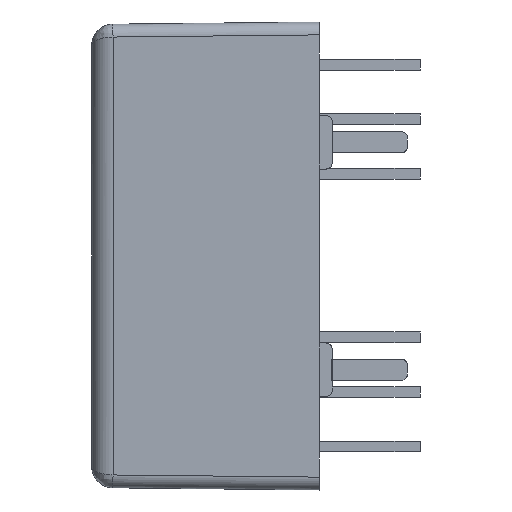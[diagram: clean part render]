
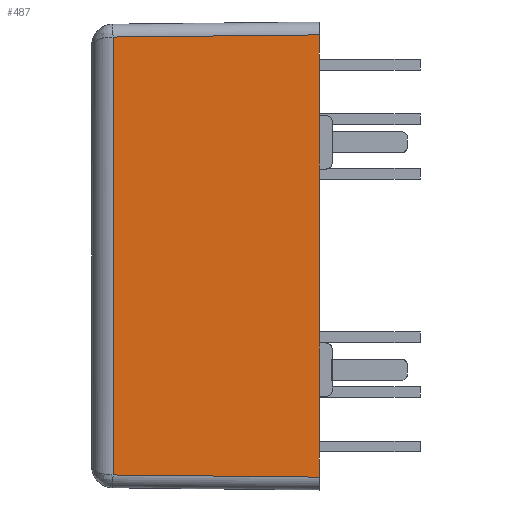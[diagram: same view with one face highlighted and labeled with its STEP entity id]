
A CAD part, left-side view. The second image highlights one B-rep face of the part: STEP entity #487.
In plain terms, the highlighted face is planar.
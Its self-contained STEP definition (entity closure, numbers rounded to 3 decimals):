
#132 = LINE ( 'NONE', #3618, #2281 ) ;
#221 = DIRECTION ( 'NONE',  ( -1., 0., 0. ) ) ;
#273 = DIRECTION ( 'NONE',  ( 0., 0.01, 1. ) ) ;
#292 = LINE ( 'NONE', #4096, #3284 ) ;
#388 = FACE_OUTER_BOUND ( 'NONE', #1422, .T. ) ;
#447 = CARTESIAN_POINT ( 'NONE',  ( -10.298, 0.822, 4.798 ) ) ;
#487 = ADVANCED_FACE ( 'NONE', ( #388 ), #1991, .T. ) ;
#673 = CARTESIAN_POINT ( 'NONE',  ( 10.9, 0.6, 4.8 ) ) ;
#694 = CARTESIAN_POINT ( 'NONE',  ( -10.199, 10.21, 4.699 ) ) ;
#761 = VERTEX_POINT ( 'NONE', #3878 ) ;
#782 = CARTESIAN_POINT ( 'NONE',  ( -6.55, 0.6, 4.8 ) ) ;
#864 = VERTEX_POINT ( 'NONE', #694 ) ;
#882 = AXIS2_PLACEMENT_3D ( 'NONE', #2725, #273, #3370 ) ;
#1019 = CARTESIAN_POINT ( 'NONE',  ( -10.789, 10.21, 4.699 ) ) ;
#1070 = CARTESIAN_POINT ( 'NONE',  ( -10.3, 0.6, 4.8 ) ) ;
#1127 = ORIENTED_EDGE ( 'NONE', *, *, #1545, .T. ) ;
#1400 = EDGE_CURVE ( 'NONE', #1591, #2240, #292, .T. ) ;
#1422 = EDGE_LOOP ( 'NONE', ( #2288, #2803, #2153, #1460, #1127, #2367, #2093, #1580 ) ) ;
#1460 = ORIENTED_EDGE ( 'NONE', *, *, #3003, .F. ) ;
#1468 = VECTOR ( 'NONE', #3883, 1000. ) ;
#1471 = CARTESIAN_POINT ( 'NONE',  ( 6.55, 0.6, 4.8 ) ) ;
#1538 = EDGE_CURVE ( 'NONE', #864, #1578, #2694, .T. ) ;
#1545 = EDGE_CURVE ( 'NONE', #3194, #2240, #132, .T. ) ;
#1578 = VERTEX_POINT ( 'NONE', #1070 ) ;
#1580 = ORIENTED_EDGE ( 'NONE', *, *, #3628, .T. ) ;
#1586 = VECTOR ( 'NONE', #3363, 1000. ) ;
#1591 = VERTEX_POINT ( 'NONE', #1471 ) ;
#1757 = LINE ( 'NONE', #2693, #1586 ) ;
#1778 = DIRECTION ( 'NONE',  ( -0.01, -1., 0.01 ) ) ;
#1805 = VECTOR ( 'NONE', #3877, 1000. ) ;
#1916 = CARTESIAN_POINT ( 'NONE',  ( 10.3, 0.6, 4.8 ) ) ;
#1991 = PLANE ( 'NONE',  #882 ) ;
#2093 = ORIENTED_EDGE ( 'NONE', *, *, #3083, .T. ) ;
#2098 = LINE ( 'NONE', #3373, #3150 ) ;
#2153 = ORIENTED_EDGE ( 'NONE', *, *, #2522, .T. ) ;
#2240 = VERTEX_POINT ( 'NONE', #3228 ) ;
#2281 = VECTOR ( 'NONE', #3346, 1000. ) ;
#2285 = LINE ( 'NONE', #3310, #1468 ) ;
#2288 = ORIENTED_EDGE ( 'NONE', *, *, #2961, .T. ) ;
#2304 = DIRECTION ( 'NONE',  ( -1., 0., 0. ) ) ;
#2367 = ORIENTED_EDGE ( 'NONE', *, *, #1400, .F. ) ;
#2522 = EDGE_CURVE ( 'NONE', #1578, #3980, #2570, .T. ) ;
#2570 = LINE ( 'NONE', #673, #1805 ) ;
#2693 = CARTESIAN_POINT ( 'NONE',  ( 10.3, 0.594, 4.8 ) ) ;
#2694 = LINE ( 'NONE', #447, #3354 ) ;
#2725 = CARTESIAN_POINT ( 'NONE',  ( 10.9, 0.6, 4.8 ) ) ;
#2803 = ORIENTED_EDGE ( 'NONE', *, *, #1538, .T. ) ;
#2864 = CARTESIAN_POINT ( 'NONE',  ( -4.05, 0.6, 4.8 ) ) ;
#2961 = EDGE_CURVE ( 'NONE', #761, #864, #3633, .T. ) ;
#3003 = EDGE_CURVE ( 'NONE', #3194, #3980, #2285, .T. ) ;
#3083 = EDGE_CURVE ( 'NONE', #1591, #3929, #2098, .T. ) ;
#3150 = VECTOR ( 'NONE', #3716, 1000. ) ;
#3194 = VERTEX_POINT ( 'NONE', #2864 ) ;
#3197 = VECTOR ( 'NONE', #2304, 1000. ) ;
#3228 = CARTESIAN_POINT ( 'NONE',  ( 4.05, 0.6, 4.8 ) ) ;
#3284 = VECTOR ( 'NONE', #221, 1000. ) ;
#3310 = CARTESIAN_POINT ( 'NONE',  ( -6.55, 0.6, 4.8 ) ) ;
#3346 = DIRECTION ( 'NONE',  ( 1., 0., 0. ) ) ;
#3354 = VECTOR ( 'NONE', #1778, 1000. ) ;
#3363 = DIRECTION ( 'NONE',  ( -0.01, 1., -0.01 ) ) ;
#3370 = DIRECTION ( 'NONE',  ( 1., 0., 0. ) ) ;
#3373 = CARTESIAN_POINT ( 'NONE',  ( 10.9, 0.6, 4.8 ) ) ;
#3618 = CARTESIAN_POINT ( 'NONE',  ( 10.9, 0.6, 4.8 ) ) ;
#3628 = EDGE_CURVE ( 'NONE', #3929, #761, #1757, .T. ) ;
#3633 = LINE ( 'NONE', #1019, #3197 ) ;
#3716 = DIRECTION ( 'NONE',  ( 1., 0., 0. ) ) ;
#3877 = DIRECTION ( 'NONE',  ( 1., 0., 0. ) ) ;
#3878 = CARTESIAN_POINT ( 'NONE',  ( 10.199, 10.21, 4.699 ) ) ;
#3883 = DIRECTION ( 'NONE',  ( -1., 0., 0. ) ) ;
#3929 = VERTEX_POINT ( 'NONE', #1916 ) ;
#3980 = VERTEX_POINT ( 'NONE', #782 ) ;
#4096 = CARTESIAN_POINT ( 'NONE',  ( 4.05, 0.6, 4.8 ) ) ;
